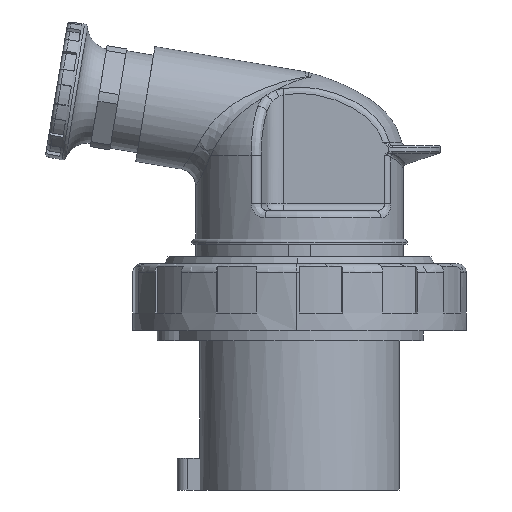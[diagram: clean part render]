
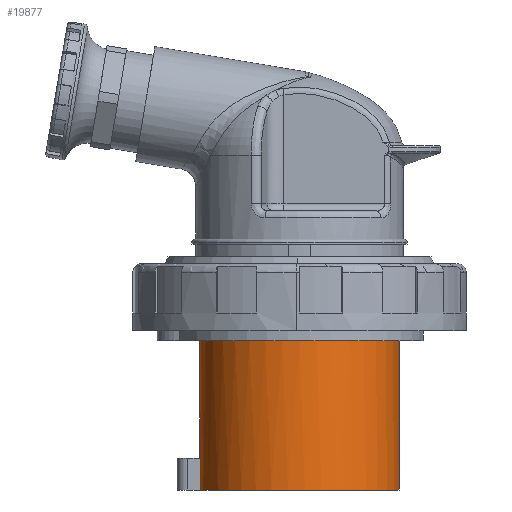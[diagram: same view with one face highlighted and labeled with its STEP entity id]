
A CAD part, left-side view. The second image highlights one B-rep face of the part: STEP entity #19877.
In plain terms, the highlighted cylindrical face has radius 28.3 mm (diameter 56.6 mm), a partial arc.
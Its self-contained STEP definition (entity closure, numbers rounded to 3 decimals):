
#15180=CARTESIAN_POINT('',(0.,0.,9.));
#15181=DIRECTION('',(0.,0.,1.));
#15182=DIRECTION('',(0.,1.,0.));
#15183=AXIS2_PLACEMENT_3D('',#15180,#15181,#15182);
#15185=DIRECTION('',(0.,0.,-1.));
#15186=VECTOR('',#15185,33.35);
#15187=CARTESIAN_POINT('',(0.,28.3,42.35));
#15188=LINE('',#15187,#15186);
#15189=CARTESIAN_POINT('',(0.,0.,42.35));
#15190=DIRECTION('',(0.,0.,-1.));
#15191=DIRECTION('',(0.,-1.,0.));
#15192=AXIS2_PLACEMENT_3D('',#15189,#15190,#15191);
#15194=DIRECTION('',(0.,0.,-1.));
#15195=VECTOR('',#15194,42.35);
#15196=CARTESIAN_POINT('',(0.,-28.3,42.35));
#15197=LINE('',#15196,#15195);
#15198=DIRECTION('',(0.,0.,1.));
#15199=VECTOR('',#15198,9.);
#15200=CARTESIAN_POINT('',(-3.,28.141,0.));
#15201=LINE('',#15200,#15199);
#15255=CARTESIAN_POINT('',(0.,0.,0.));
#15256=DIRECTION('',(0.,0.,-1.));
#15257=DIRECTION('',(0.,-1.,0.));
#15258=AXIS2_PLACEMENT_3D('',#15255,#15256,#15257);
#15533=CARTESIAN_POINT('',(0.,-28.3,42.35));
#15534=CARTESIAN_POINT('',(0.,-28.3,0.));
#15535=VERTEX_POINT('',#15533);
#15536=VERTEX_POINT('',#15534);
#15541=CARTESIAN_POINT('',(0.,28.3,42.35));
#15542=VERTEX_POINT('',#15541);
#15673=CARTESIAN_POINT('',(0.,28.3,9.));
#15675=VERTEX_POINT('',#15673);
#15678=CARTESIAN_POINT('',(-3.,28.141,9.));
#15679=VERTEX_POINT('',#15678);
#15680=CARTESIAN_POINT('',(-3.,28.141,0.));
#15681=VERTEX_POINT('',#15680);
#19859=CARTESIAN_POINT('',(0.,0.,-2.54));
#19860=DIRECTION('',(0.,0.,1.));
#19861=DIRECTION('',(0.,1.,0.));
#19862=AXIS2_PLACEMENT_3D('',#19859,#19860,#19861);
#19863=CYLINDRICAL_SURFACE('',#19862,28.3);
#19865=ORIENTED_EDGE('',*,*,#19864,.F.);
#19867=ORIENTED_EDGE('',*,*,#19866,.F.);
#19868=ORIENTED_EDGE('',*,*,#19852,.F.);
#19870=ORIENTED_EDGE('',*,*,#19869,.T.);
#19872=ORIENTED_EDGE('',*,*,#19871,.T.);
#19874=ORIENTED_EDGE('',*,*,#19873,.T.);
#19875=EDGE_LOOP('',(#19865,#19867,#19868,#19870,#19872,#19874));
#19876=FACE_OUTER_BOUND('',#19875,.F.);
#19877=ADVANCED_FACE('',(#19876),#19863,.T.);
#15184=CIRCLE('',#15183,28.3);
#15193=CIRCLE('',#15192,28.3);
#15259=CIRCLE('',#15258,28.3);
#19852=EDGE_CURVE('',#15535,#15542,#15193,.T.);
#19864=EDGE_CURVE('',#15675,#15679,#15184,.T.);
#19866=EDGE_CURVE('',#15542,#15675,#15188,.T.);
#19869=EDGE_CURVE('',#15535,#15536,#15197,.T.);
#19871=EDGE_CURVE('',#15536,#15681,#15259,.T.);
#19873=EDGE_CURVE('',#15681,#15679,#15201,.T.);
